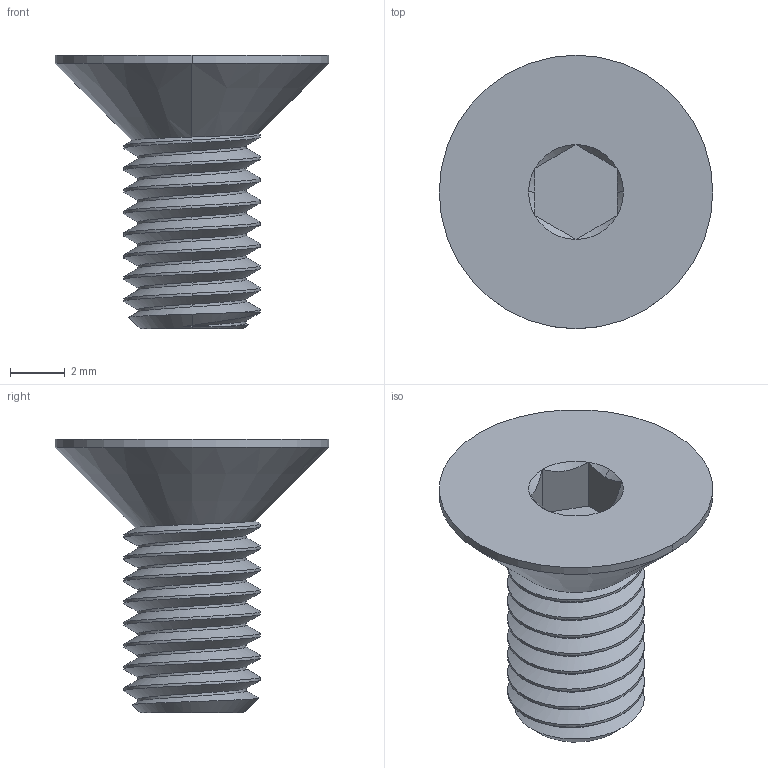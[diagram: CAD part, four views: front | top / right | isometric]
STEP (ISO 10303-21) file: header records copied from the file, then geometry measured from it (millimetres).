
FILE_DESCRIPTION (( 'STEP AP203' ), '1' );
FILE_NAME ('M5 FHCS- 10mm.step_Default_sldprt.STEP', '2022-11-09T04:42:06', ( '' ), ( '' ), 'SwSTEP 2.0', 'SolidWorks 2022', '' );
FILE_SCHEMA (( 'CONFIG_CONTROL_DESIGN' ));
Length unit declared in the file: millimetre
Products named in the file (1): M5 FHCS- 10mm.step_Default_sldprt
Bounding box: 10 x 10 x 10 mm (x, y, z)
Volume: 236.6 mm3; surface area: 376.5 mm2
Topology: 1 solids, 1 shells, 62 faces, 160 edges, 101 vertices
Faces by surface type: cylinder 37, cone 14, plane 9, bspline 2
Entity records: 4499 total; most frequent: CARTESIAN_POINT 3122, ORIENTED_EDGE 320, DIRECTION 215, EDGE_CURVE 160, VERTEX_POINT 101, AXIS2_PLACEMENT_3D 80, EDGE_LOOP 63, ADVANCED_FACE 62
